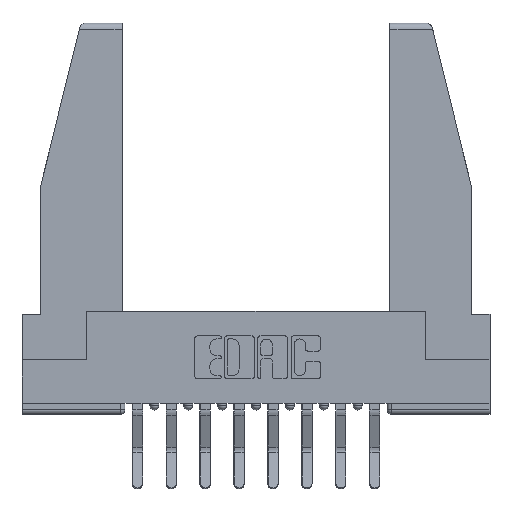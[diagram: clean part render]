
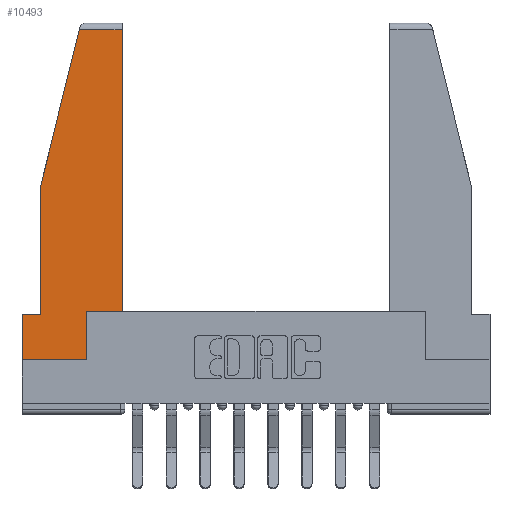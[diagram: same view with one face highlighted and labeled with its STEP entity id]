
A CAD part, top view. The second image highlights one B-rep face of the part: STEP entity #10493.
In plain terms, the highlighted planar face has unit normal (0, 0, 1).
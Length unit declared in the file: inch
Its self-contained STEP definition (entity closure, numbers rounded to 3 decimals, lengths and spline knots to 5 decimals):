
#99 = ORIENTED_EDGE ( 'NONE', *, *, #9118, .T. ) ;
#154 = PLANE ( 'NONE',  #7323 ) ;
#251 = EDGE_CURVE ( 'NONE', #13198, #4586, #13219, .T. ) ;
#263 = VERTEX_POINT ( 'NONE', #5885 ) ;
#332 = ORIENTED_EDGE ( 'NONE', *, *, #1249, .T. ) ;
#808 = VECTOR ( 'NONE', #7274, 39.37008 ) ;
#902 = VECTOR ( 'NONE', #6393, 39.37008 ) ;
#1035 = LINE ( 'NONE', #9934, #8268 ) ;
#1249 = EDGE_CURVE ( 'NONE', #263, #4933, #5800, .T. ) ;
#1283 = DIRECTION ( 'NONE',  ( -1., 0., 0. ) ) ;
#1325 = CARTESIAN_POINT ( 'NONE',  ( 0.461, 0.223, 0. ) ) ;
#1401 = LINE ( 'NONE', #6387, #4764 ) ;
#2199 = EDGE_LOOP ( 'NONE', ( #99, #11999, #6695, #4342, #13005, #332, #6427, #11063, #8054 ) ) ;
#2500 = VECTOR ( 'NONE', #9915, 39.37008 ) ;
#2916 = DIRECTION ( 'NONE',  ( -0.239, -0.971, 0. ) ) ;
#3129 = EDGE_CURVE ( 'NONE', #13840, #263, #1035, .T. ) ;
#3480 = DIRECTION ( 'NONE',  ( 0., -1., 0. ) ) ;
#3546 = CARTESIAN_POINT ( 'NONE',  ( 0.086, 0.8, 0. ) ) ;
#3857 = LINE ( 'NONE', #7797, #2500 ) ;
#4241 = DIRECTION ( 'NONE',  ( 1., 0., 0. ) ) ;
#4342 = ORIENTED_EDGE ( 'NONE', *, *, #9654, .T. ) ;
#4453 = VECTOR ( 'NONE', #3480, 39.37008 ) ;
#4542 = VERTEX_POINT ( 'NONE', #6098 ) ;
#4586 = VERTEX_POINT ( 'NONE', #11509 ) ;
#4764 = VECTOR ( 'NONE', #7464, 39.37008 ) ;
#4851 = VERTEX_POINT ( 'NONE', #1325 ) ;
#4855 = VERTEX_POINT ( 'NONE', #9844 ) ;
#4933 = VERTEX_POINT ( 'NONE', #6611 ) ;
#5205 = CARTESIAN_POINT ( 'NONE',  ( 0.086, 0.21, 0. ) ) ;
#5371 = EDGE_CURVE ( 'NONE', #12880, #4851, #1401, .T. ) ;
#5372 = VECTOR ( 'NONE', #13311, 39.37008 ) ;
#5444 = LINE ( 'NONE', #13763, #6634 ) ;
#5682 = LINE ( 'NONE', #7409, #808 ) ;
#5800 = LINE ( 'NONE', #6831, #4453 ) ;
#5885 = CARTESIAN_POINT ( 'NONE',  ( 0., 0.21, 0. ) ) ;
#5956 = CARTESIAN_POINT ( 'NONE',  ( 0.297, 0.223, 0. ) ) ;
#6098 = CARTESIAN_POINT ( 'NONE',  ( 0.086, 0.8, 0. ) ) ;
#6387 = CARTESIAN_POINT ( 'NONE',  ( 0.297, 0.223, 0. ) ) ;
#6393 = DIRECTION ( 'NONE',  ( 1., 0., 0. ) ) ;
#6427 = ORIENTED_EDGE ( 'NONE', *, *, #13329, .T. ) ;
#6611 = CARTESIAN_POINT ( 'NONE',  ( 0., 0., 0. ) ) ;
#6634 = VECTOR ( 'NONE', #2916, 39.37008 ) ;
#6695 = ORIENTED_EDGE ( 'NONE', *, *, #13190, .T. ) ;
#6831 = CARTESIAN_POINT ( 'NONE',  ( 0., 0.21, 0. ) ) ;
#7274 = DIRECTION ( 'NONE',  ( 0., 1., 0. ) ) ;
#7323 = AXIS2_PLACEMENT_3D ( 'NONE', #11820, #8726, #4241 ) ;
#7390 = LINE ( 'NONE', #3546, #9863 ) ;
#7409 = CARTESIAN_POINT ( 'NONE',  ( 0.297, 0., 0. ) ) ;
#7464 = DIRECTION ( 'NONE',  ( 1., 0., 0. ) ) ;
#7797 = CARTESIAN_POINT ( 'NONE',  ( 0.461, 0.223, 0. ) ) ;
#8054 = ORIENTED_EDGE ( 'NONE', *, *, #5371, .T. ) ;
#8268 = VECTOR ( 'NONE', #1283, 39.37008 ) ;
#8726 = DIRECTION ( 'NONE',  ( 0., 0., 1. ) ) ;
#9118 = EDGE_CURVE ( 'NONE', #4851, #13198, #3857, .T. ) ;
#9654 = EDGE_CURVE ( 'NONE', #4542, #13840, #7390, .T. ) ;
#9844 = CARTESIAN_POINT ( 'NONE',  ( 0.297, 0., 0. ) ) ;
#9863 = VECTOR ( 'NONE', #11029, 39.37008 ) ;
#9915 = DIRECTION ( 'NONE',  ( 0., 1., 0. ) ) ;
#9934 = CARTESIAN_POINT ( 'NONE',  ( 0., 0.21, 0. ) ) ;
#10217 = FACE_OUTER_BOUND ( 'NONE', #2199, .T. ) ;
#10385 = CARTESIAN_POINT ( 'NONE',  ( 0.461, 1.52, 0. ) ) ;
#10493 = ADVANCED_FACE ( 'NONE', ( #10217 ), #154, .T. ) ;
#11029 = DIRECTION ( 'NONE',  ( 0., -1., 0. ) ) ;
#11063 = ORIENTED_EDGE ( 'NONE', *, *, #13880, .T. ) ;
#11509 = CARTESIAN_POINT ( 'NONE',  ( 0.2636, 1.52, 0. ) ) ;
#11820 = CARTESIAN_POINT ( 'NONE',  ( 0., 0., 0. ) ) ;
#11999 = ORIENTED_EDGE ( 'NONE', *, *, #251, .T. ) ;
#12291 = LINE ( 'NONE', #12962, #902 ) ;
#12339 = CARTESIAN_POINT ( 'NONE',  ( 0., 1.52, 0. ) ) ;
#12880 = VERTEX_POINT ( 'NONE', #5956 ) ;
#12962 = CARTESIAN_POINT ( 'NONE',  ( 0., 0., 0. ) ) ;
#13005 = ORIENTED_EDGE ( 'NONE', *, *, #3129, .T. ) ;
#13190 = EDGE_CURVE ( 'NONE', #4586, #4542, #5444, .T. ) ;
#13198 = VERTEX_POINT ( 'NONE', #10385 ) ;
#13219 = LINE ( 'NONE', #12339, #5372 ) ;
#13311 = DIRECTION ( 'NONE',  ( -1., 0., 0. ) ) ;
#13329 = EDGE_CURVE ( 'NONE', #4933, #4855, #12291, .T. ) ;
#13763 = CARTESIAN_POINT ( 'NONE',  ( 0.271, 1.55, 0. ) ) ;
#13840 = VERTEX_POINT ( 'NONE', #5205 ) ;
#13880 = EDGE_CURVE ( 'NONE', #4855, #12880, #5682, .T. ) ;
